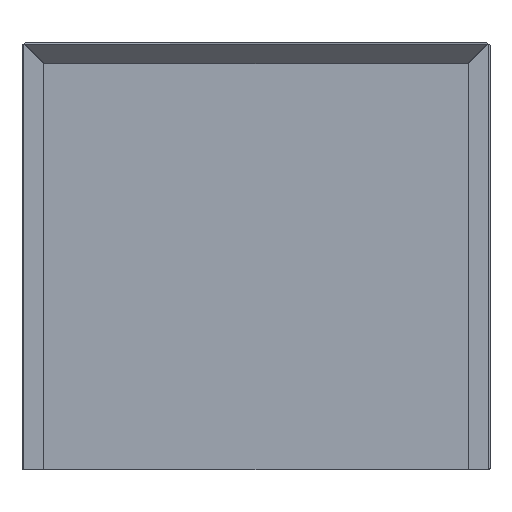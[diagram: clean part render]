
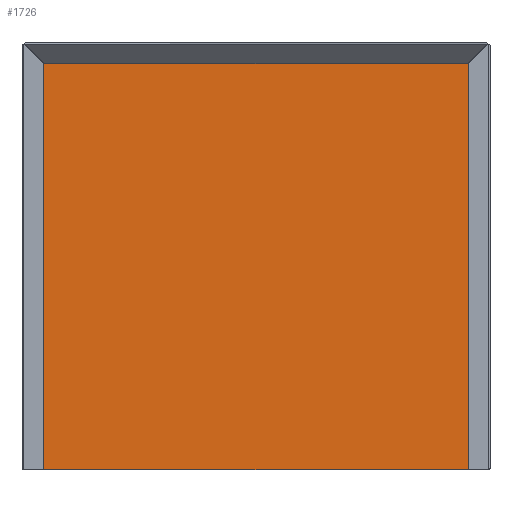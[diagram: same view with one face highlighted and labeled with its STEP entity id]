
A CAD part, front view. The second image highlights one B-rep face of the part: STEP entity #1726.
In plain terms, the highlighted planar face has unit normal (0, -1, 0).
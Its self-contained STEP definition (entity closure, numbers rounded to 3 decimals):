
#69 = DIRECTION ( 'NONE',  ( 0., 0., -1. ) ) ;
#147 = PLANE ( 'NONE',  #213 ) ;
#159 = EDGE_CURVE ( 'NONE', #703, #1190, #205, .T. ) ;
#201 = VECTOR ( 'NONE', #69, 1000. ) ;
#205 = LINE ( 'NONE', #754, #201 ) ;
#213 = AXIS2_PLACEMENT_3D ( 'NONE', #1627, #1617, #674 ) ;
#246 = ORIENTED_EDGE ( 'NONE', *, *, #937, .F. ) ;
#291 = CARTESIAN_POINT ( 'NONE',  ( -177., 0., -179. ) ) ;
#470 = CARTESIAN_POINT ( 'NONE',  ( -177., 0., 159. ) ) ;
#553 = ORIENTED_EDGE ( 'NONE', *, *, #1587, .F. ) ;
#648 = VERTEX_POINT ( 'NONE', #1049 ) ;
#674 = DIRECTION ( 'NONE',  ( 0., 0., -1. ) ) ;
#703 = VERTEX_POINT ( 'NONE', #1601 ) ;
#747 = LINE ( 'NONE', #998, #961 ) ;
#754 = CARTESIAN_POINT ( 'NONE',  ( 177., 0., 179. ) ) ;
#802 = EDGE_LOOP ( 'NONE', ( #1663, #1671, #246, #553 ) ) ;
#837 = VECTOR ( 'NONE', #1645, 1000. ) ;
#848 = DIRECTION ( 'NONE',  ( 1., 0., 0. ) ) ;
#893 = CARTESIAN_POINT ( 'NONE',  ( 177., 0., -179. ) ) ;
#937 = EDGE_CURVE ( 'NONE', #648, #1126, #747, .T. ) ;
#941 = FACE_OUTER_BOUND ( 'NONE', #802, .T. ) ;
#961 = VECTOR ( 'NONE', #1676, 1000. ) ;
#998 = CARTESIAN_POINT ( 'NONE',  ( -177., 0., 179. ) ) ;
#1049 = CARTESIAN_POINT ( 'NONE',  ( -177., 0., -179. ) ) ;
#1126 = VERTEX_POINT ( 'NONE', #470 ) ;
#1190 = VERTEX_POINT ( 'NONE', #893 ) ;
#1276 = EDGE_CURVE ( 'NONE', #1126, #703, #1347, .T. ) ;
#1295 = VECTOR ( 'NONE', #848, 1000. ) ;
#1347 = LINE ( 'NONE', #1646, #1295 ) ;
#1500 = LINE ( 'NONE', #291, #837 ) ;
#1587 = EDGE_CURVE ( 'NONE', #1190, #648, #1500, .T. ) ;
#1601 = CARTESIAN_POINT ( 'NONE',  ( 177., 0., 159. ) ) ;
#1617 = DIRECTION ( 'NONE',  ( 0., -1., 0. ) ) ;
#1627 = CARTESIAN_POINT ( 'NONE',  ( 0., 0., 0. ) ) ;
#1645 = DIRECTION ( 'NONE',  ( -1., 0., 0. ) ) ;
#1646 = CARTESIAN_POINT ( 'NONE',  ( -177., 0., 159. ) ) ;
#1663 = ORIENTED_EDGE ( 'NONE', *, *, #159, .F. ) ;
#1671 = ORIENTED_EDGE ( 'NONE', *, *, #1276, .F. ) ;
#1676 = DIRECTION ( 'NONE',  ( 0., 0., 1. ) ) ;
#1726 = ADVANCED_FACE ( 'NONE', ( #941 ), #147, .T. ) ;
